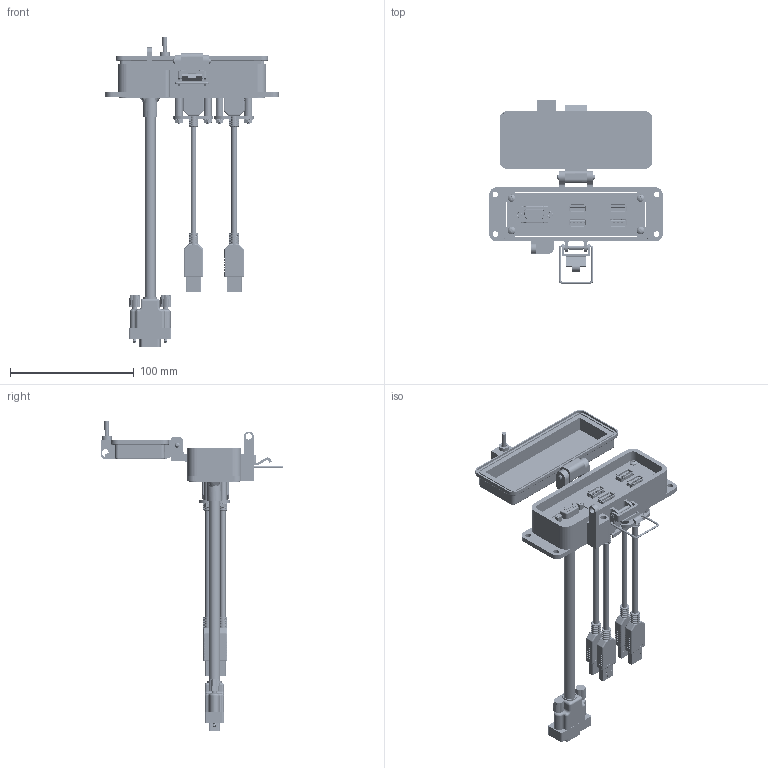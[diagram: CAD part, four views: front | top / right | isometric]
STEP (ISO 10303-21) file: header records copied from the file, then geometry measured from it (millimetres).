
FILE_DESCRIPTION (( 'STEP AP203' ), '1' );
FILE_NAME ('P-P6P11#2P28P29-H3RX_3D.STEP', '2022-03-02T17:12:34', ( '' ), ( '' ), 'SwSTEP 2.0', 'SolidWorks 2021', '' );
FILE_SCHEMA (( 'CONFIG_CONTROL_DESIGN' ));
Length unit declared in the file: millimetre
Products named in the file (16): Z-020-2028; P-P6P11#2P28P29-H3RX_3D; Z-H-H3_B; Z-000-440316 JACK SCREW_92710A212; 92005A124_METRIC PAN HEAD PHILLIPS MACHINE SCREW_92005A124; Z-000-440112FH_90273A119; -H3; P-P6P11#2P28P29-H3RX_TP120_1; Z-001-SPR_1-1_4; Z-002-4401_4HN_90675A005; Z-020-3047; P-P6P11#2P28P29-H3RX_FP060_1; P-P6P11#2P28P29-H3RX_BP180_1; P6; Z-000-440316 NUT_95130A110; P11
Assembly tree (45 placements, depth 3):
  P-P6P11#2P28P29-H3RX_3D
    -H3
      Z-H-H3_B
    P-P6P11#2P28P29-H3RX_BP180_1
    P-P6P11#2P28P29-H3RX_FP060_1
    P-P6P11#2P28P29-H3RX_TP120_1  x2
    P11  x4
      Z-020-3047
    Z-000-440112FH_90273A119  x8
    Z-001-SPR_1-1_4  x8
    Z-002-4401_4HN_90675A005  x8
    P6
      Z-020-2028
    Z-000-440316 JACK SCREW_92710A212  x2
    Z-000-440316 NUT_95130A110  x2
    92005A124_METRIC PAN HEAD PHILLIPS MACHINE SCREW_92005A124  x4
Bounding box: 140 x 147.61 x 249.56 mm (x, y, z)
Volume: 177525.4 mm3; surface area: 153812.7 mm2
Topology: 110 solids, 110 shells, 10143 faces, 28485 edges, 18532 vertices
Faces by surface type: cylinder 4722, plane 3971, bspline 931, cone 476, torus 27, sphere 16
Entity records: 189150 total; most frequent: CARTESIAN_POINT 85489, ORIENTED_EDGE 23112, DIRECTION 18740, EDGE_CURVE 11556, VERTEX_POINT 7530, VECTOR 6286, LINE 6286, AXIS2_PLACEMENT_3D 6227
